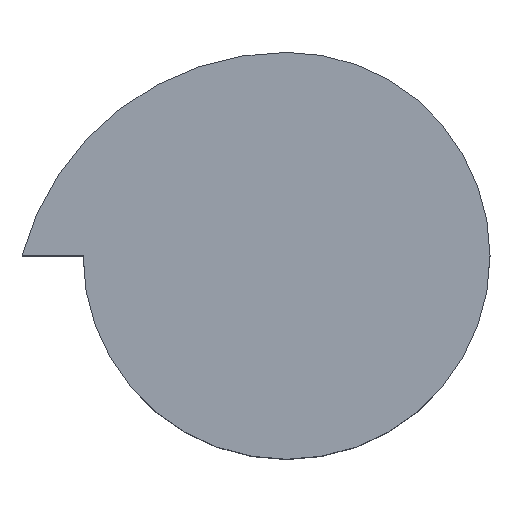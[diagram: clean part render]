
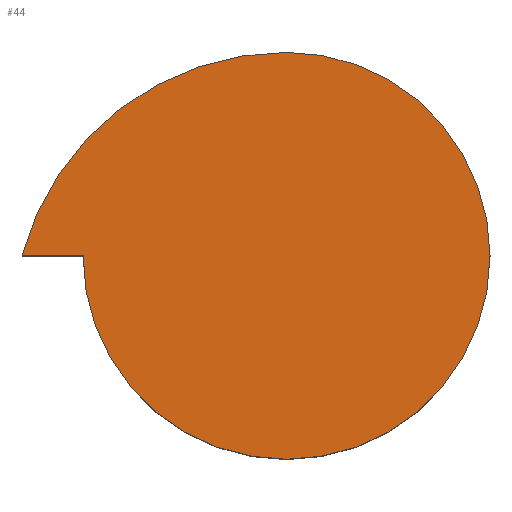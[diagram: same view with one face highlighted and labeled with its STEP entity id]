
A CAD part, top view. The second image highlights one B-rep face of the part: STEP entity #44.
In plain terms, the highlighted planar face has unit normal (0, 0, 1).
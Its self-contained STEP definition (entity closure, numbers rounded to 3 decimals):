
#36=CIRCLE('',#103,10.);
#38=CIRCLE('',#106,13.45);
#44=ADVANCED_FACE('',(#52),#47,.T.);
#47=PLANE('',#110);
#52=FACE_OUTER_BOUND('',#57,.T.);
#57=EDGE_LOOP('',(#73,#74,#75));
#73=ORIENTED_EDGE('',*,*,#82,.T.);
#74=ORIENTED_EDGE('',*,*,#86,.T.);
#75=ORIENTED_EDGE('',*,*,#89,.T.);
#76=VERTEX_POINT('',#138);
#77=VERTEX_POINT('',#139);
#80=VERTEX_POINT('',#147);
#82=EDGE_CURVE('',#76,#77,#91,.T.);
#86=EDGE_CURVE('',#77,#80,#36,.T.);
#89=EDGE_CURVE('',#80,#76,#38,.T.);
#91=LINE('',#137,#96);
#96=VECTOR('',#113,1.);
#103=AXIS2_PLACEMENT_3D('',#146,#119,#120);
#106=AXIS2_PLACEMENT_3D('',#152,#126,#127);
#110=AXIS2_PLACEMENT_3D('',#156,#134,#135);
#113=DIRECTION('',(1.,0.,0.));
#119=DIRECTION('',(0.,0.,1.));
#120=DIRECTION('',(1.,0.,0.));
#126=DIRECTION('',(0.,0.,1.));
#127=DIRECTION('',(1.,0.,0.));
#134=DIRECTION('',(0.,0.,1.));
#135=DIRECTION('',(1.,0.,0.));
#137=CARTESIAN_POINT('',(-13.,0.,10.));
#138=CARTESIAN_POINT('',(-13.,0.,10.));
#139=CARTESIAN_POINT('',(-10.,0.,10.));
#146=CARTESIAN_POINT('',(0.,0.,10.));
#147=CARTESIAN_POINT('',(0.,10.,10.));
#152=CARTESIAN_POINT('',(0.,-3.45,10.));
#156=CARTESIAN_POINT('',(0.,0.,10.));
